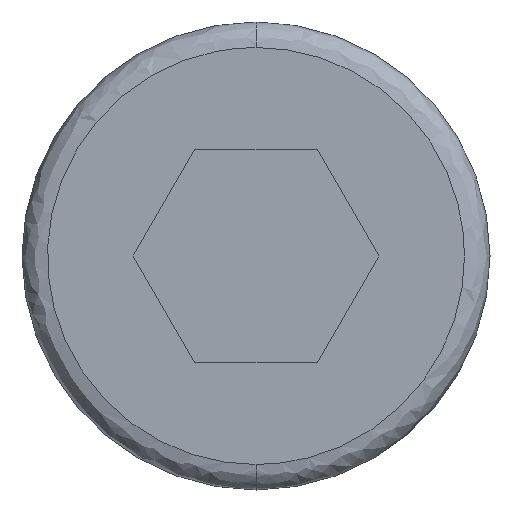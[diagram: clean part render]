
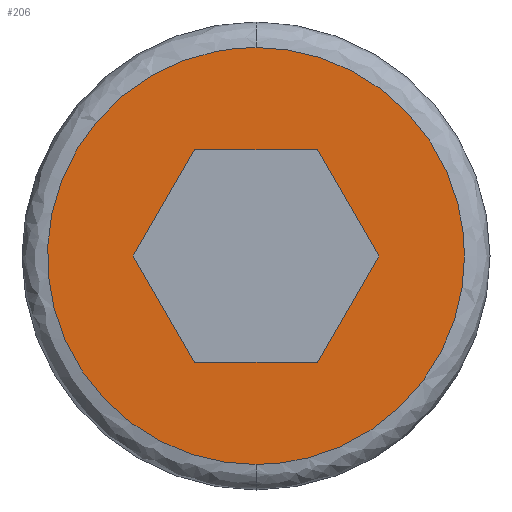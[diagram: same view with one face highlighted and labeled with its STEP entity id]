
A CAD part, front view. The second image highlights one B-rep face of the part: STEP entity #206.
In plain terms, the highlighted planar face has unit normal (0, -1, 0).
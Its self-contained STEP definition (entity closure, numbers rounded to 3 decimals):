
#9 = VECTOR ( 'NONE', #153, 1000. ) ;
#14 = CARTESIAN_POINT ( 'NONE',  ( -1.443, -3., 0. ) ) ;
#26 = VECTOR ( 'NONE', #658, 1000. ) ;
#34 = CARTESIAN_POINT ( 'NONE',  ( 0., -3., 0. ) ) ;
#36 = DIRECTION ( 'NONE',  ( 0.5, 0., -0.866 ) ) ;
#53 = ORIENTED_EDGE ( 'NONE', *, *, #63, .F. ) ;
#54 = CARTESIAN_POINT ( 'NONE',  ( -1.443, -3., 0. ) ) ;
#61 = CARTESIAN_POINT ( 'NONE',  ( 1.435, -3., 2.45 ) ) ;
#63 = EDGE_CURVE ( 'NONE', #683, #393, #553, .T. ) ;
#79 = CARTESIAN_POINT ( 'NONE',  ( -0.722, -3., 1.25 ) ) ;
#88 = DIRECTION ( 'NONE',  ( 0., -1., 0. ) ) ;
#92 =( BOUNDED_CURVE ( )  B_SPLINE_CURVE ( 3, ( #120, #61, #167, #296 ),
 .UNSPECIFIED., .F., .T. ) 
 B_SPLINE_CURVE_WITH_KNOTS ( ( 4, 4 ),
 ( 0., 1. ),
 .UNSPECIFIED. ) 
 CURVE ( )  GEOMETRIC_REPRESENTATION_ITEM ( )  RATIONAL_B_SPLINE_CURVE ( ( 1., 0.805, 0.805, 1. ) ) 
 REPRESENTATION_ITEM ( '' )  );
#100 = EDGE_CURVE ( 'NONE', #201, #683, #540, .T. ) ;
#101 = CARTESIAN_POINT ( 'NONE',  ( 0.722, -3., 1.25 ) ) ;
#112 = CARTESIAN_POINT ( 'NONE',  ( 0.722, -3., -1.25 ) ) ;
#120 = CARTESIAN_POINT ( 'NONE',  ( 0., -3., 2.45 ) ) ;
#133 = AXIS2_PLACEMENT_3D ( 'NONE', #34, #88, #492 ) ;
#142 = CARTESIAN_POINT ( 'NONE',  ( 2.45, -3., 0. ) ) ;
#153 = DIRECTION ( 'NONE',  ( -1., 0., 0. ) ) ;
#161 = EDGE_CURVE ( 'NONE', #645, #757, #772, .T. ) ;
#165 = VECTOR ( 'NONE', #656, 1000. ) ;
#167 = CARTESIAN_POINT ( 'NONE',  ( 2.45, -3., 1.435 ) ) ;
#174 = VERTEX_POINT ( 'NONE', #255 ) ;
#189 = FACE_BOUND ( 'NONE', #746, .T. ) ;
#192 = EDGE_LOOP ( 'NONE', ( #334, #53, #368 ) ) ;
#201 = VERTEX_POINT ( 'NONE', #557 ) ;
#206 = ADVANCED_FACE ( 'NONE', ( #189, #486 ), #550, .T. ) ;
#247 = CARTESIAN_POINT ( 'NONE',  ( -0.722, -3., -1.25 ) ) ;
#253 = LINE ( 'NONE', #289, #458 ) ;
#255 = CARTESIAN_POINT ( 'NONE',  ( 1.443, -3., 0. ) ) ;
#265 = ORIENTED_EDGE ( 'NONE', *, *, #407, .T. ) ;
#289 = CARTESIAN_POINT ( 'NONE',  ( 1.443, -3., 0. ) ) ;
#292 = ORIENTED_EDGE ( 'NONE', *, *, #385, .T. ) ;
#296 = CARTESIAN_POINT ( 'NONE',  ( 2.45, -3., 0. ) ) ;
#299 = VERTEX_POINT ( 'NONE', #112 ) ;
#313 = CARTESIAN_POINT ( 'NONE',  ( -1.435, -3., 2.45 ) ) ;
#315 = LINE ( 'NONE', #517, #433 ) ;
#321 = CARTESIAN_POINT ( 'NONE',  ( 1.435, -3., -2.45 ) ) ;
#331 = CARTESIAN_POINT ( 'NONE',  ( -0.722, -3., -1.25 ) ) ;
#334 = ORIENTED_EDGE ( 'NONE', *, *, #349, .F. ) ;
#347 = DIRECTION ( 'NONE',  ( -0.5, 0., -0.866 ) ) ;
#349 = EDGE_CURVE ( 'NONE', #393, #201, #92, .T. ) ;
#368 = ORIENTED_EDGE ( 'NONE', *, *, #100, .F. ) ;
#369 = CARTESIAN_POINT ( 'NONE',  ( -1.435, -3., -2.45 ) ) ;
#371 = EDGE_CURVE ( 'NONE', #174, #299, #253, .T. ) ;
#385 = EDGE_CURVE ( 'NONE', #757, #427, #315, .T. ) ;
#393 = VERTEX_POINT ( 'NONE', #524 ) ;
#400 = DIRECTION ( 'NONE',  ( 1., 0., 0. ) ) ;
#407 = EDGE_CURVE ( 'NONE', #427, #174, #448, .T. ) ;
#418 = ORIENTED_EDGE ( 'NONE', *, *, #449, .T. ) ;
#423 = CARTESIAN_POINT ( 'NONE',  ( 2.45, -3., -1.435 ) ) ;
#426 = CARTESIAN_POINT ( 'NONE',  ( -2.45, -3., 1.435 ) ) ;
#427 = VERTEX_POINT ( 'NONE', #682 ) ;
#433 = VECTOR ( 'NONE', #400, 1000. ) ;
#448 = LINE ( 'NONE', #101, #594 ) ;
#449 = EDGE_CURVE ( 'NONE', #299, #503, #461, .T. ) ;
#453 = CARTESIAN_POINT ( 'NONE',  ( 0., -3., -1.25 ) ) ;
#458 = VECTOR ( 'NONE', #347, 1000. ) ;
#461 = LINE ( 'NONE', #453, #9 ) ;
#462 = ORIENTED_EDGE ( 'NONE', *, *, #662, .T. ) ;
#466 = ORIENTED_EDGE ( 'NONE', *, *, #371, .T. ) ;
#483 = CARTESIAN_POINT ( 'NONE',  ( -2.45, -3., -1.435 ) ) ;
#486 = FACE_OUTER_BOUND ( 'NONE', #192, .T. ) ;
#492 = DIRECTION ( 'NONE',  ( 0., 0., -1. ) ) ;
#503 = VERTEX_POINT ( 'NONE', #331 ) ;
#517 = CARTESIAN_POINT ( 'NONE',  ( 0., -3., 1.25 ) ) ;
#524 = CARTESIAN_POINT ( 'NONE',  ( 0., -3., 2.45 ) ) ;
#535 = CARTESIAN_POINT ( 'NONE',  ( 0., -3., 2.45 ) ) ;
#540 =( BOUNDED_CURVE ( )  B_SPLINE_CURVE ( 3, ( #142, #423, #321, #732 ),
 .UNSPECIFIED., .F., .F. ) 
 B_SPLINE_CURVE_WITH_KNOTS ( ( 4, 4 ),
 ( 0., 0.333 ),
 .UNSPECIFIED. ) 
 CURVE ( )  GEOMETRIC_REPRESENTATION_ITEM ( )  RATIONAL_B_SPLINE_CURVE ( ( 1., 0.805, 0.805, 1. ) ) 
 REPRESENTATION_ITEM ( '' )  );
#542 = CARTESIAN_POINT ( 'NONE',  ( 0., -3., -2.45 ) ) ;
#544 = CARTESIAN_POINT ( 'NONE',  ( -2.45, -3., 0. ) ) ;
#550 = PLANE ( 'NONE',  #133 ) ;
#553 =( BOUNDED_CURVE ( )  B_SPLINE_CURVE ( 3, ( #734, #369, #483, #544, #426, #313, #535 ),
 .UNSPECIFIED., .F., .F. ) 
 B_SPLINE_CURVE_WITH_KNOTS ( ( 4, 3, 4 ),
 ( 0.333, 0.667, 1. ),
 .UNSPECIFIED. ) 
 CURVE ( )  GEOMETRIC_REPRESENTATION_ITEM ( )  RATIONAL_B_SPLINE_CURVE ( ( 1., 0.805, 0.805, 1., 0.805, 0.805, 1. ) ) 
 REPRESENTATION_ITEM ( '' )  );
#556 = LINE ( 'NONE', #247, #165 ) ;
#557 = CARTESIAN_POINT ( 'NONE',  ( 2.45, -3., 0. ) ) ;
#594 = VECTOR ( 'NONE', #36, 1000. ) ;
#599 = ORIENTED_EDGE ( 'NONE', *, *, #161, .T. ) ;
#645 = VERTEX_POINT ( 'NONE', #54 ) ;
#656 = DIRECTION ( 'NONE',  ( -0.5, 0., 0.866 ) ) ;
#658 = DIRECTION ( 'NONE',  ( 0.5, 0., 0.866 ) ) ;
#662 = EDGE_CURVE ( 'NONE', #503, #645, #556, .T. ) ;
#682 = CARTESIAN_POINT ( 'NONE',  ( 0.722, -3., 1.25 ) ) ;
#683 = VERTEX_POINT ( 'NONE', #542 ) ;
#732 = CARTESIAN_POINT ( 'NONE',  ( 0., -3., -2.45 ) ) ;
#734 = CARTESIAN_POINT ( 'NONE',  ( 0., -3., -2.45 ) ) ;
#746 = EDGE_LOOP ( 'NONE', ( #265, #466, #418, #462, #599, #292 ) ) ;
#757 = VERTEX_POINT ( 'NONE', #79 ) ;
#772 = LINE ( 'NONE', #14, #26 ) ;
